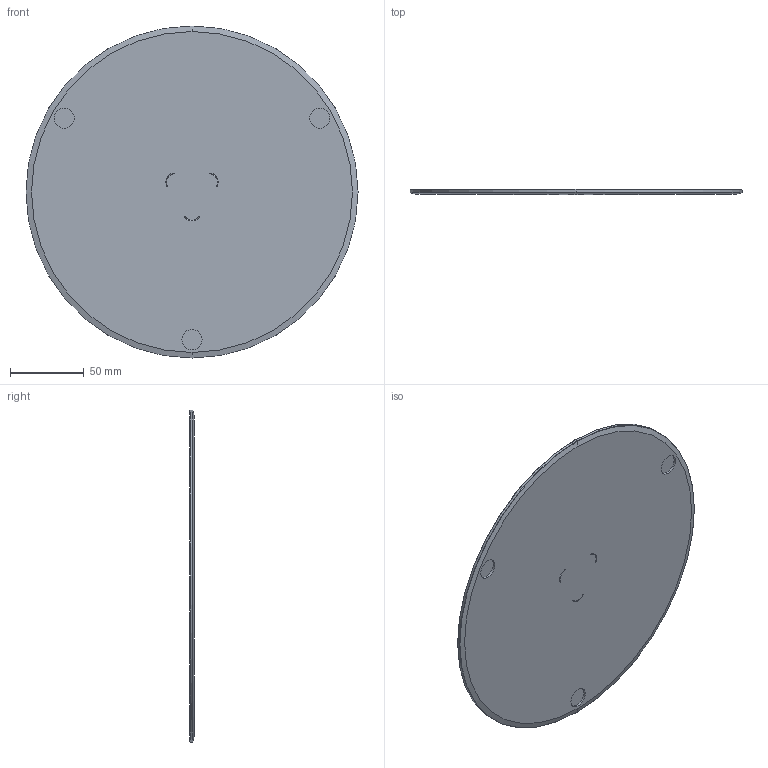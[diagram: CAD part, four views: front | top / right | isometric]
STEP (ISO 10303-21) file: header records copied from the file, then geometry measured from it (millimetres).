
FILE_DESCRIPTION (( 'STEP AP203' ), '1' );
FILE_NAME ('FC-HWA-00553 REV 2_Magnet Cover_sldprt.STEP', '2020-02-25T18:03:22', ( 'WinAdmin User' ), ( 'MathWorks' ), 'SwSTEP 2.0', 'SolidWorks 2019', '' );
FILE_SCHEMA (( 'CONFIG_CONTROL_DESIGN' ));
Length unit declared in the file: millimetre
Products named in the file (1): FC-HWA-00553 REV 2_Magnet Cover_sldprt
Bounding box: 225 x 3.08 x 225 mm (x, y, z)
Volume: 120400.3 mm3; surface area: 81190.1 mm2
Topology: 1 solids, 1 shells, 34 faces, 78 edges, 43 vertices
Faces by surface type: cone 17, cylinder 8, plane 5, torus 4
Entity records: 982 total; most frequent: DIRECTION 183, CARTESIAN_POINT 147, ORIENTED_EDGE 138, AXIS2_PLACEMENT_3D 79, EDGE_CURVE 69, CIRCLE 44, VERTEX_POINT 43, EDGE_LOOP 40
